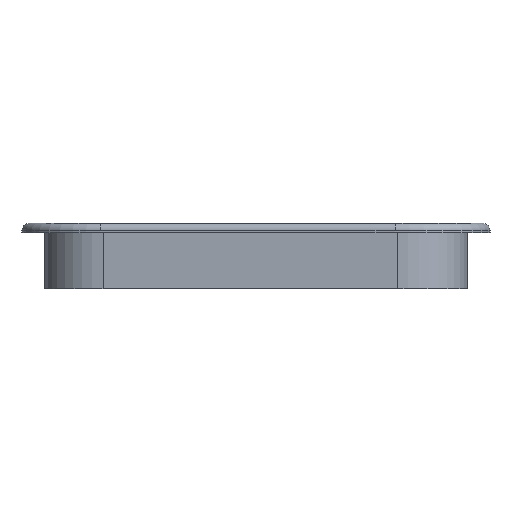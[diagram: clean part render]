
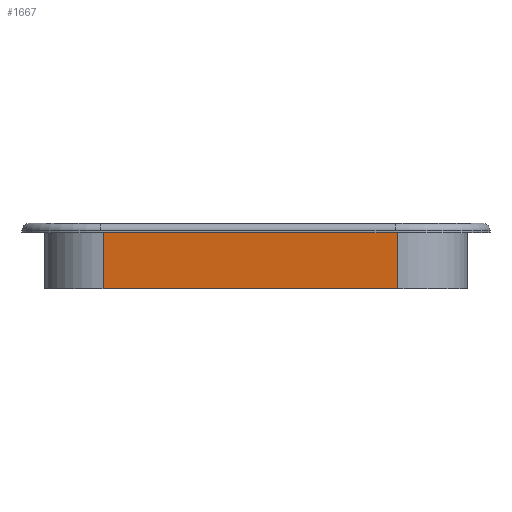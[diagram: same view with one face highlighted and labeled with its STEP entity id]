
A CAD part, left-side view. The second image highlights one B-rep face of the part: STEP entity #1667.
In plain terms, the highlighted planar face has unit normal (-0.993, 0.115, 0).
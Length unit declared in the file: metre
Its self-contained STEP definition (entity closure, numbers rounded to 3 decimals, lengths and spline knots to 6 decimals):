
#469=ORIENTED_EDGE('',*,*,#898,.F.);
#470=ORIENTED_EDGE('',*,*,#899,.F.);
#471=ORIENTED_EDGE('',*,*,#885,.T.);
#472=ORIENTED_EDGE('',*,*,#897,.T.);
#885=EDGE_CURVE('',#1101,#1100,#1234,.F.);
#897=EDGE_CURVE('',#1100,#1107,#1242,.T.);
#898=EDGE_CURVE('',#1108,#1107,#1243,.T.);
#899=EDGE_CURVE('',#1101,#1108,#1244,.T.);
#1100=VERTEX_POINT('',#2836);
#1101=VERTEX_POINT('',#2838);
#1107=VERTEX_POINT('',#2860);
#1108=VERTEX_POINT('',#2864);
#1234=LINE('',#2837,#1372);
#1242=LINE('',#2861,#1380);
#1243=LINE('',#2863,#1381);
#1244=LINE('',#2865,#1382);
#1372=VECTOR('',#2214,1.);
#1380=VECTOR('',#2240,1.);
#1381=VECTOR('',#2243,1.);
#1382=VECTOR('',#2244,1.);
#1468=EDGE_LOOP('',(#469,#470,#471,#472));
#1565=FACE_BOUND('',#1468,.T.);
#1620=PLANE('',#1834);
#1667=ADVANCED_FACE('',(#1565),#1620,.T.);
#1834=AXIS2_PLACEMENT_3D('',#2862,#2241,#2242);
#2214=DIRECTION('',(0.115,0.993,0.));
#2240=DIRECTION('',(0.,0.,1.));
#2241=DIRECTION('',(-0.993,0.115,0.));
#2242=DIRECTION('',(-0.115,-0.993,0.));
#2243=DIRECTION('',(-0.115,-0.993,0.));
#2244=DIRECTION('',(0.,0.,1.));
#2836=CARTESIAN_POINT('',(-0.157506,-0.138408,0.));
#2837=CARTESIAN_POINT('',(-0.148036,-0.056638,0.));
#2838=CARTESIAN_POINT('',(-0.13925,0.019231,0.));
#2860=CARTESIAN_POINT('',(-0.157506,-0.138408,0.03));
#2861=CARTESIAN_POINT('',(-0.157506,-0.138408,0.));
#2862=CARTESIAN_POINT('',(-0.148036,-0.056638,0.));
#2863=CARTESIAN_POINT('',(-0.148036,-0.056638,0.03));
#2864=CARTESIAN_POINT('',(-0.13925,0.019231,0.03));
#2865=CARTESIAN_POINT('',(-0.13925,0.019231,0.));
